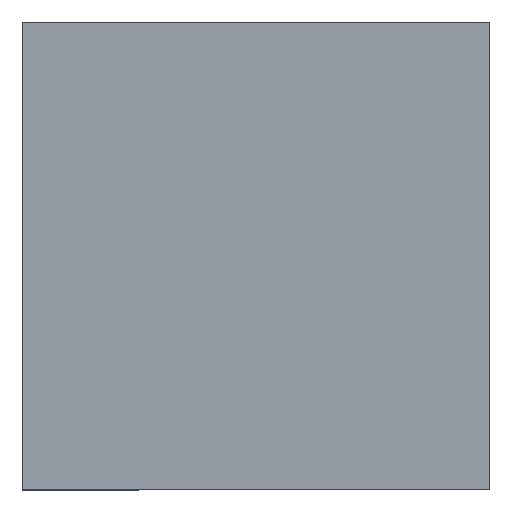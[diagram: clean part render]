
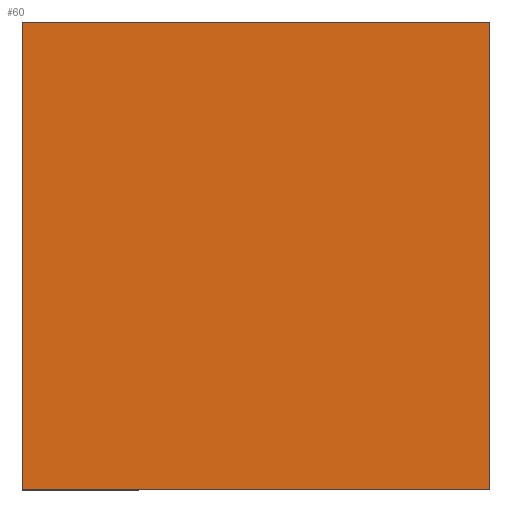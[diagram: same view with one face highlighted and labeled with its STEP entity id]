
A CAD part, top view. The second image highlights one B-rep face of the part: STEP entity #60.
In plain terms, the highlighted planar face has unit normal (0, 0, 1).
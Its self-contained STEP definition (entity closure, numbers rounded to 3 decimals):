
#13 = DIRECTION ( 'NONE',  ( 0., -1., 0. ) ) ;
#21 = VERTEX_POINT ( 'NONE', #154 ) ;
#27 = CARTESIAN_POINT ( 'NONE',  ( 76., 76., 5. ) ) ;
#28 = DIRECTION ( 'NONE',  ( 0., 0., 1. ) ) ;
#35 = CARTESIAN_POINT ( 'NONE',  ( -76., -76., 5. ) ) ;
#45 = DIRECTION ( 'NONE',  ( 1., 0., 0. ) ) ;
#46 = CARTESIAN_POINT ( 'NONE',  ( -76., -76., 5. ) ) ;
#48 = LINE ( 'NONE', #46, #163 ) ;
#56 = ORIENTED_EDGE ( 'NONE', *, *, #79, .T. ) ;
#60 = ADVANCED_FACE ( 'NONE', ( #85 ), #114, .T. ) ;
#61 = ORIENTED_EDGE ( 'NONE', *, *, #190, .T. ) ;
#66 = CARTESIAN_POINT ( 'NONE',  ( 76., 76., 5. ) ) ;
#79 = EDGE_CURVE ( 'NONE', #21, #206, #227, .T. ) ;
#85 = FACE_OUTER_BOUND ( 'NONE', #223, .T. ) ;
#87 = DIRECTION ( 'NONE',  ( 0., 1., 0. ) ) ;
#88 = VECTOR ( 'NONE', #13, 1000. ) ;
#90 = CARTESIAN_POINT ( 'NONE',  ( 76., -76., 5. ) ) ;
#95 = VERTEX_POINT ( 'NONE', #66 ) ;
#98 = CARTESIAN_POINT ( 'NONE',  ( 0., 0., 5. ) ) ;
#112 = ORIENTED_EDGE ( 'NONE', *, *, #169, .T. ) ;
#114 = PLANE ( 'NONE',  #145 ) ;
#121 = CARTESIAN_POINT ( 'NONE',  ( 76., -76., 5. ) ) ;
#138 = EDGE_CURVE ( 'NONE', #95, #21, #175, .T. ) ;
#145 = AXIS2_PLACEMENT_3D ( 'NONE', #98, #28, #45 ) ;
#151 = ORIENTED_EDGE ( 'NONE', *, *, #138, .T. ) ;
#154 = CARTESIAN_POINT ( 'NONE',  ( -76., 76., 5. ) ) ;
#163 = VECTOR ( 'NONE', #210, 1000. ) ;
#169 = EDGE_CURVE ( 'NONE', #206, #224, #48, .T. ) ;
#171 = DIRECTION ( 'NONE',  ( -1., 0., 0. ) ) ;
#175 = LINE ( 'NONE', #27, #231 ) ;
#190 = EDGE_CURVE ( 'NONE', #224, #95, #225, .T. ) ;
#193 = CARTESIAN_POINT ( 'NONE',  ( -76., 76., 5. ) ) ;
#206 = VERTEX_POINT ( 'NONE', #35 ) ;
#210 = DIRECTION ( 'NONE',  ( 1., 0., 0. ) ) ;
#223 = EDGE_LOOP ( 'NONE', ( #112, #61, #151, #56 ) ) ;
#224 = VERTEX_POINT ( 'NONE', #90 ) ;
#225 = LINE ( 'NONE', #121, #236 ) ;
#227 = LINE ( 'NONE', #193, #88 ) ;
#231 = VECTOR ( 'NONE', #171, 1000. ) ;
#236 = VECTOR ( 'NONE', #87, 1000. ) ;
